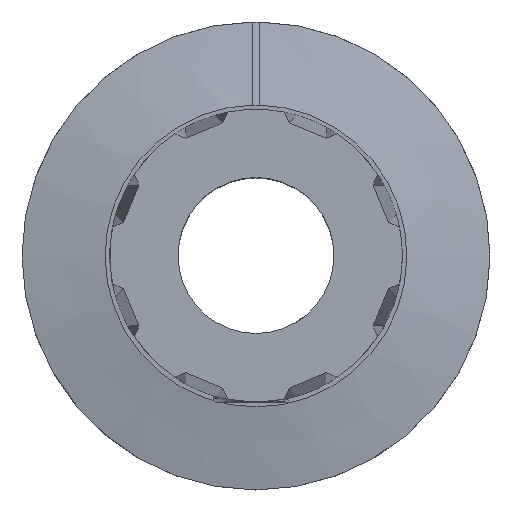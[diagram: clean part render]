
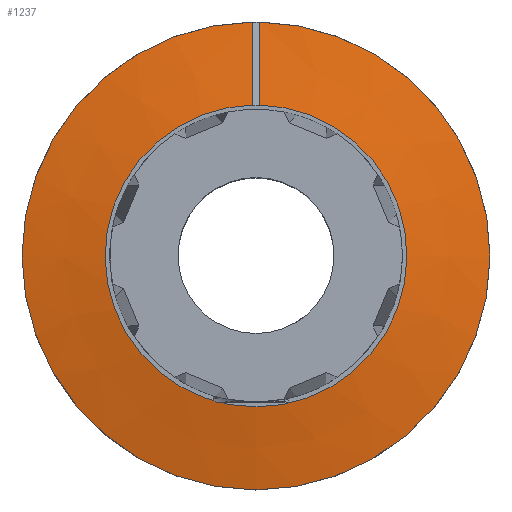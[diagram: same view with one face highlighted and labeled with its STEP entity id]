
A CAD part, top view. The second image highlights one B-rep face of the part: STEP entity #1237.
In plain terms, the highlighted conical face has half-angle 79.364 degrees and reference radius 9.525 mm.
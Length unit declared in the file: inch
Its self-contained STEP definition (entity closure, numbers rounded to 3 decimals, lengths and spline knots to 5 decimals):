
#92=CONICAL_SURFACE('',#1344,0.375,1.385);
#109=CIRCLE('',#1339,0.375);
#111=CIRCLE('',#1341,0.375);
#114=CIRCLE('',#1345,0.24188);
#149=FACE_OUTER_BOUND('',#223,.T.);
#223=EDGE_LOOP('',(#878,#879,#880,#881,#882));
#299=(
BOUNDED_CURVE()
B_SPLINE_CURVE(2,(#2248,#2249,#2250,#2251),.UNSPECIFIED.,.F.,.F.)
B_SPLINE_CURVE_WITH_KNOTS((3,1,3),(-1.3381,-1.2653,-1.1018),
 .UNSPECIFIED.)
CURVE()
GEOMETRIC_REPRESENTATION_ITEM()
RATIONAL_B_SPLINE_CURVE((1.337,1.381,1.505,
1.562))
REPRESENTATION_ITEM('')
);
#300=(
BOUNDED_CURVE()
B_SPLINE_CURVE(2,(#2252,#2253,#2254),.UNSPECIFIED.,.F.,.F.)
B_SPLINE_CURVE_WITH_KNOTS((3,3),(-0.46681,-0.23052),
 .UNSPECIFIED.)
CURVE()
GEOMETRIC_REPRESENTATION_ITEM()
RATIONAL_B_SPLINE_CURVE((1.562,1.48,1.337))
REPRESENTATION_ITEM('')
);
#528=VERTEX_POINT('',#2229);
#529=VERTEX_POINT('',#2230);
#532=VERTEX_POINT('',#2236);
#535=VERTEX_POINT('',#2245);
#536=VERTEX_POINT('',#2246);
#664=EDGE_CURVE('',#528,#529,#109,.T.);
#668=EDGE_CURVE('',#529,#532,#111,.T.);
#672=EDGE_CURVE('',#535,#536,#114,.T.);
#673=EDGE_CURVE('',#528,#535,#299,.T.);
#674=EDGE_CURVE('',#536,#532,#300,.T.);
#878=ORIENTED_EDGE('',*,*,#672,.F.);
#879=ORIENTED_EDGE('',*,*,#673,.F.);
#880=ORIENTED_EDGE('',*,*,#664,.T.);
#881=ORIENTED_EDGE('',*,*,#668,.T.);
#882=ORIENTED_EDGE('',*,*,#674,.F.);
#1237=ADVANCED_FACE('',(#149),#92,.T.);
#1339=AXIS2_PLACEMENT_3D('',#2231,#1495,#1496);
#1341=AXIS2_PLACEMENT_3D('',#2238,#1501,#1502);
#1344=AXIS2_PLACEMENT_3D('',#2244,#1508,#1509);
#1345=AXIS2_PLACEMENT_3D('',#2247,#1510,#1511);
#1495=DIRECTION('center_axis',(0.,0.,1.));
#1496=DIRECTION('ref_axis',(1.,0.,0.));
#1501=DIRECTION('center_axis',(0.,0.,1.));
#1502=DIRECTION('ref_axis',(1.,0.,0.));
#1508=DIRECTION('center_axis',(0.,0.,-1.));
#1509=DIRECTION('ref_axis',(0.,-1.,0.));
#1510=DIRECTION('center_axis',(0.,0.,1.));
#1511=DIRECTION('ref_axis',(1.,0.,0.));
#2229=CARTESIAN_POINT('',(-0.005,0.37497,-0.2));
#2230=CARTESIAN_POINT('',(-0.375,0.,-0.2));
#2231=CARTESIAN_POINT('Origin',(0.,0.,-0.2));
#2236=CARTESIAN_POINT('',(0.005,0.37497,-0.2));
#2238=CARTESIAN_POINT('Origin',(0.,0.,-0.2));
#2244=CARTESIAN_POINT('Origin',(0.,0.,-0.2));
#2245=CARTESIAN_POINT('',(-0.005,0.24182,-0.175));
#2246=CARTESIAN_POINT('',(0.005,0.24182,-0.175));
#2247=CARTESIAN_POINT('Origin',(0.,0.,-0.175));
#2248=CARTESIAN_POINT('Ctrl Pts',(-0.005,0.37497,
-0.2));
#2249=CARTESIAN_POINT('Ctrl Pts',(-0.005,0.34824,
-0.19498));
#2250=CARTESIAN_POINT('Ctrl Pts',(-0.005,0.27734,
-0.18167));
#2251=CARTESIAN_POINT('Ctrl Pts',(-0.005,0.24182,
-0.175));
#2252=CARTESIAN_POINT('Ctrl Pts',(0.005,0.24182,
-0.175));
#2253=CARTESIAN_POINT('Ctrl Pts',(0.005,0.29403,
-0.1848));
#2254=CARTESIAN_POINT('Ctrl Pts',(0.005,0.37497,
-0.2));
